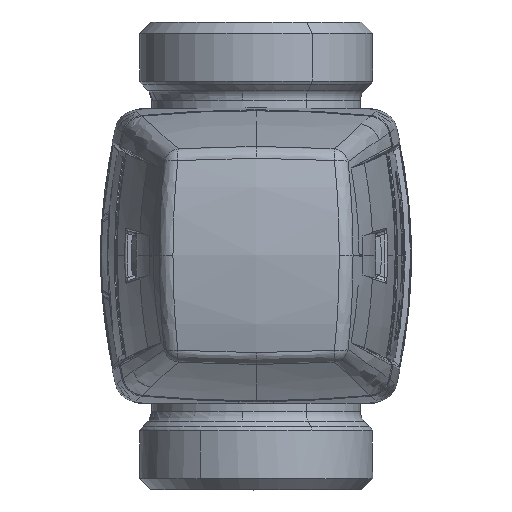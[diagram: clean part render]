
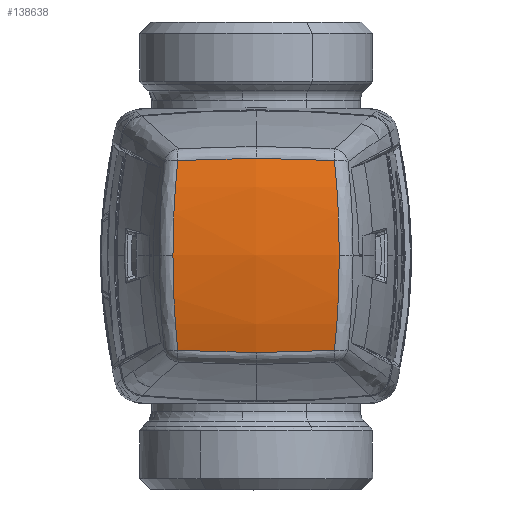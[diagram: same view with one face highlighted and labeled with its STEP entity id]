
A CAD part, top view. The second image highlights one B-rep face of the part: STEP entity #138638.
In plain terms, the highlighted face is a revolution surface.
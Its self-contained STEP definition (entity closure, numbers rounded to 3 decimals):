
#136109=CARTESIAN_POINT('Vertex',(14.072,-17.049,57.132)) ;
#136119=CARTESIAN_POINT('Vertex',(14.944,0.,59.156)) ;
#136123=CARTESIAN_POINT('Control Point',(14.944,0.,59.156)) ;
#136124=CARTESIAN_POINT('Control Point',(14.944,-3.439,59.156)) ;
#136125=CARTESIAN_POINT('Control Point',(14.855,-6.879,58.954)) ;
#136126=CARTESIAN_POINT('Control Point',(14.679,-10.304,58.549)) ;
#136127=CARTESIAN_POINT('Control Point',(14.416,-13.699,57.941)) ;
#136128=CARTESIAN_POINT('Control Point',(14.072,-17.049,57.132)) ;
#136197=CARTESIAN_POINT('Vertex',(0.,-17.448,57.791)) ;
#136201=CARTESIAN_POINT('Control Point',(0.,-17.448,57.791)) ;
#136202=CARTESIAN_POINT('Control Point',(2.82,-17.448,57.791)) ;
#136203=CARTESIAN_POINT('Control Point',(5.64,-17.408,57.725)) ;
#136204=CARTESIAN_POINT('Control Point',(8.457,-17.328,57.593)) ;
#136205=CARTESIAN_POINT('Control Point',(11.268,-17.208,57.396)) ;
#136206=CARTESIAN_POINT('Control Point',(14.072,-17.049,57.132)) ;
#136259=CARTESIAN_POINT('Vertex',(-14.072,-17.049,57.132)) ;
#136263=CARTESIAN_POINT('Control Point',(0.,-17.448,57.791)) ;
#136264=CARTESIAN_POINT('Control Point',(-2.82,-17.448,57.791)) ;
#136265=CARTESIAN_POINT('Control Point',(-5.64,-17.408,57.725)) ;
#136266=CARTESIAN_POINT('Control Point',(-8.457,-17.328,57.593)) ;
#136267=CARTESIAN_POINT('Control Point',(-11.268,-17.208,57.396)) ;
#136268=CARTESIAN_POINT('Control Point',(-14.072,-17.049,57.132)) ;
#136337=CARTESIAN_POINT('Vertex',(-14.944,0.,59.156)) ;
#136341=CARTESIAN_POINT('Control Point',(-14.944,0.,59.156)) ;
#136342=CARTESIAN_POINT('Control Point',(-14.944,-3.439,59.156)) ;
#136343=CARTESIAN_POINT('Control Point',(-14.855,-6.879,58.954)) ;
#136344=CARTESIAN_POINT('Control Point',(-14.679,-10.304,58.549)) ;
#136345=CARTESIAN_POINT('Control Point',(-14.416,-13.699,57.941)) ;
#136346=CARTESIAN_POINT('Control Point',(-14.072,-17.049,57.132)) ;
#137106=CARTESIAN_POINT('Vertex',(-14.072,17.049,57.132)) ;
#137110=CARTESIAN_POINT('Control Point',(-14.944,0.,59.156)) ;
#137111=CARTESIAN_POINT('Control Point',(-14.944,3.439,59.156)) ;
#137112=CARTESIAN_POINT('Control Point',(-14.855,6.879,58.954)) ;
#137113=CARTESIAN_POINT('Control Point',(-14.679,10.304,58.549)) ;
#137114=CARTESIAN_POINT('Control Point',(-14.416,13.699,57.941)) ;
#137115=CARTESIAN_POINT('Control Point',(-14.072,17.049,57.132)) ;
#137184=CARTESIAN_POINT('Vertex',(0.,17.448,57.791)) ;
#137188=CARTESIAN_POINT('Control Point',(0.,17.448,57.791)) ;
#137189=CARTESIAN_POINT('Control Point',(-2.82,17.448,57.791)) ;
#137190=CARTESIAN_POINT('Control Point',(-5.64,17.408,57.725)) ;
#137191=CARTESIAN_POINT('Control Point',(-8.457,17.328,57.593)) ;
#137192=CARTESIAN_POINT('Control Point',(-11.268,17.208,57.396)) ;
#137193=CARTESIAN_POINT('Control Point',(-14.072,17.049,57.132)) ;
#137246=CARTESIAN_POINT('Vertex',(14.072,17.049,57.132)) ;
#137250=CARTESIAN_POINT('Control Point',(0.,17.448,57.791)) ;
#137251=CARTESIAN_POINT('Control Point',(2.82,17.448,57.791)) ;
#137252=CARTESIAN_POINT('Control Point',(5.64,17.408,57.725)) ;
#137253=CARTESIAN_POINT('Control Point',(8.457,17.328,57.593)) ;
#137254=CARTESIAN_POINT('Control Point',(11.268,17.208,57.396)) ;
#137255=CARTESIAN_POINT('Control Point',(14.072,17.049,57.132)) ;
#137318=CARTESIAN_POINT('Control Point',(14.944,0.,59.156)) ;
#137319=CARTESIAN_POINT('Control Point',(14.944,3.439,59.156)) ;
#137320=CARTESIAN_POINT('Control Point',(14.855,6.879,58.954)) ;
#137321=CARTESIAN_POINT('Control Point',(14.679,10.304,58.549)) ;
#137322=CARTESIAN_POINT('Control Point',(14.416,13.699,57.941)) ;
#137323=CARTESIAN_POINT('Control Point',(14.072,17.049,57.132)) ;
#138618=CARTESIAN_POINT('Control Point',(-62.572,17.547,41.788)) ;
#138619=CARTESIAN_POINT('Control Point',(-63.425,10.679,43.348)) ;
#138620=CARTESIAN_POINT('Control Point',(-63.86,3.586,44.145)) ;
#138621=CARTESIAN_POINT('Control Point',(-63.86,-3.586,44.145)) ;
#138622=CARTESIAN_POINT('Control Point',(-63.425,-10.679,43.348)) ;
#138623=CARTESIAN_POINT('Control Point',(-62.572,-17.547,41.788)) ;
#138624=CARTESIAN_POINT('Axis1P Location',(0.,0.,-72.75)) ;
#138625=DIRECTION('Axis1P Direction',(-0.,1.,0.)) ;
#138629=ORIENTED_EDGE('',*,*,#137194,.T.) ;
#138630=ORIENTED_EDGE('',*,*,#137116,.T.) ;
#138631=ORIENTED_EDGE('',*,*,#136347,.T.) ;
#138632=ORIENTED_EDGE('',*,*,#136269,.T.) ;
#138633=ORIENTED_EDGE('',*,*,#136207,.T.) ;
#138634=ORIENTED_EDGE('',*,*,#136129,.T.) ;
#138635=ORIENTED_EDGE('',*,*,#137324,.T.) ;
#138636=ORIENTED_EDGE('',*,*,#137256,.T.) ;
#138638=ADVANCED_FACE('PartBody',(#138637),#138627,.F.) ;
#138626=AXIS1_PLACEMENT('Revolution Surface Axis1P',#138624,#138625) ;
#136122=B_SPLINE_CURVE_WITH_KNOTS('',5,(#136123,#136124,#136125,#136126,#136127,#136128),.UNSPECIFIED.,.F.,.U.,(6,6),(38.994,56.228),.UNSPECIFIED.) ;
#136200=B_SPLINE_CURVE_WITH_KNOTS('',5,(#136201,#136202,#136203,#136204,#136205,#136206),.UNSPECIFIED.,.F.,.U.,(6,6),(26.124,40.217),.UNSPECIFIED.) ;
#136262=B_SPLINE_CURVE_WITH_KNOTS('',5,(#136263,#136264,#136265,#136266,#136267,#136268),.UNSPECIFIED.,.F.,.U.,(6,6),(26.124,40.217),.UNSPECIFIED.) ;
#136340=B_SPLINE_CURVE_WITH_KNOTS('',5,(#136341,#136342,#136343,#136344,#136345,#136346),.UNSPECIFIED.,.F.,.U.,(6,6),(38.994,56.229),.UNSPECIFIED.) ;
#137109=B_SPLINE_CURVE_WITH_KNOTS('',5,(#137110,#137111,#137112,#137113,#137114,#137115),.UNSPECIFIED.,.F.,.U.,(6,6),(38.994,56.228),.UNSPECIFIED.) ;
#137187=B_SPLINE_CURVE_WITH_KNOTS('',5,(#137188,#137189,#137190,#137191,#137192,#137193),.UNSPECIFIED.,.F.,.U.,(6,6),(26.123,40.217),.UNSPECIFIED.) ;
#137249=B_SPLINE_CURVE_WITH_KNOTS('',5,(#137250,#137251,#137252,#137253,#137254,#137255),.UNSPECIFIED.,.F.,.U.,(6,6),(26.124,40.217),.UNSPECIFIED.) ;
#137317=B_SPLINE_CURVE_WITH_KNOTS('',5,(#137318,#137319,#137320,#137321,#137322,#137323),.UNSPECIFIED.,.F.,.U.,(6,6),(38.994,56.229),.UNSPECIFIED.) ;
#138617=B_SPLINE_CURVE_WITH_KNOTS('',5,(#138618,#138619,#138620,#138621,#138622,#138623),.UNSPECIFIED.,.F.,.U.,(6,6),(-16.857,19.808),.UNSPECIFIED.) ;
#136129=EDGE_CURVE('',#136110,#136120,#136122,.F.) ;
#136207=EDGE_CURVE('',#136198,#136110,#136200,.T.) ;
#136269=EDGE_CURVE('',#136260,#136198,#136262,.F.) ;
#136347=EDGE_CURVE('',#136338,#136260,#136340,.T.) ;
#137116=EDGE_CURVE('',#137107,#136338,#137109,.F.) ;
#137194=EDGE_CURVE('',#137185,#137107,#137187,.T.) ;
#137256=EDGE_CURVE('',#137247,#137185,#137249,.F.) ;
#137324=EDGE_CURVE('',#136120,#137247,#137317,.T.) ;
#138628=EDGE_LOOP('',(#138629,#138630,#138631,#138632,#138633,#138634,#138635,#138636)) ;
#138637=FACE_OUTER_BOUND('',#138628,.T.) ;
#138627=SURFACE_OF_REVOLUTION('Surface of Revolution',#138617,#138626) ;
#136110=VERTEX_POINT('',#136109) ;
#136120=VERTEX_POINT('',#136119) ;
#136198=VERTEX_POINT('',#136197) ;
#136260=VERTEX_POINT('',#136259) ;
#136338=VERTEX_POINT('',#136337) ;
#137107=VERTEX_POINT('',#137106) ;
#137185=VERTEX_POINT('',#137184) ;
#137247=VERTEX_POINT('',#137246) ;
